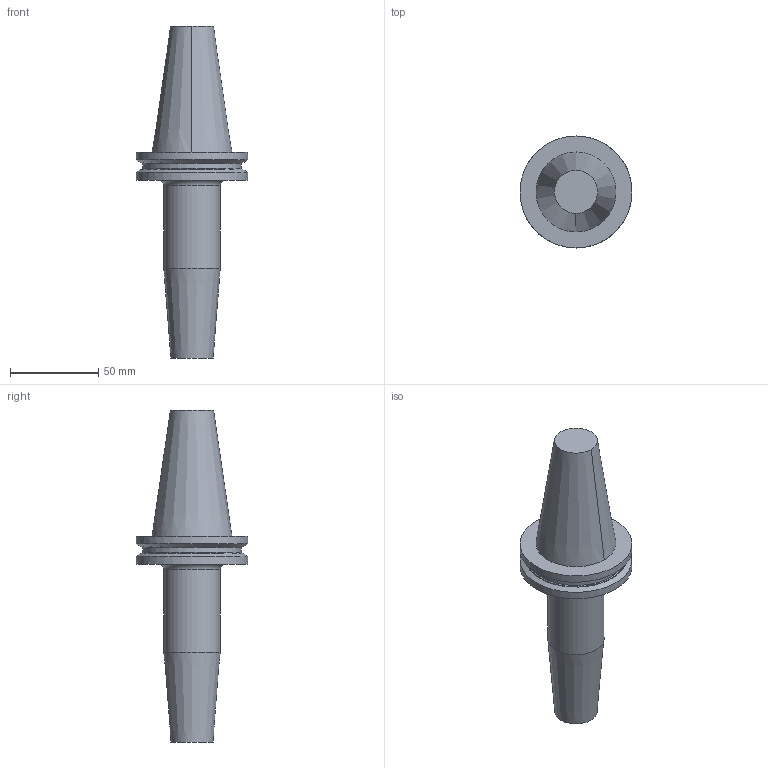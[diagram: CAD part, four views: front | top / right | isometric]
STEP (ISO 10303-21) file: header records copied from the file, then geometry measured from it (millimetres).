
FILE_DESCRIPTION(/* description */ (''),/* implementation_level */ '2;1');
FILE_NAME(/* name */ '69871.40ADB-SC.10.120.stp',/* time_stamp */ '2024-06-28T07:20:19+02:00',/* author */ (''),/* organization */ (''),/* preprocessor_version */ 'ST-DEVELOPER v16.7',/* originating_system */ 'SIEMENS PLM Software NX 12.0',/* authorisation */ '');
FILE_SCHEMA (('AUTOMOTIVE_DESIGN { 1 0 10303 214 3 1 1 1 }'));
Length unit declared in the file: millimetre
Products named in the file (1): pf661D7883C3rt5l
Bounding box: 63.55 x 63.55 x 188.4 mm (x, y, z)
Volume: 189553.7 mm3; surface area: 26116.2 mm2
Topology: 1 solids, 1 shells, 18 faces, 37 edges, 25 vertices
Faces by surface type: plane 6, cone 5, cylinder 4, torus 3
Full cylindrical faces by diameter (mm): 32 x1, 56 x1, 63.55 x2
Entity records: 437 total; most frequent: DIRECTION 82, CARTESIAN_POINT 60, ORIENTED_EDGE 40, AXIS2_PLACEMENT_3D 40, EDGE_LOOP 32, FACE_BOUND 28, EDGE_CURVE 20, ADVANCED_FACE 18
